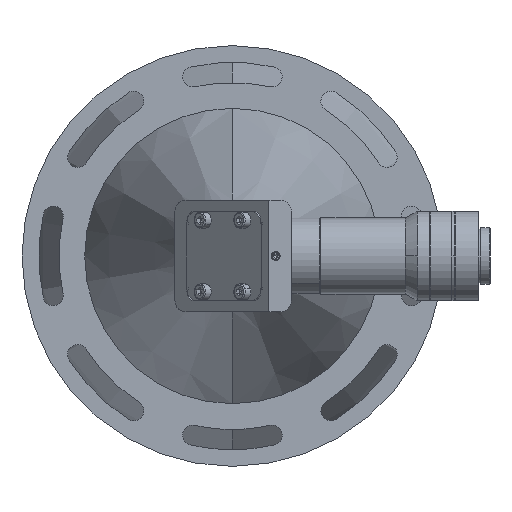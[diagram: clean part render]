
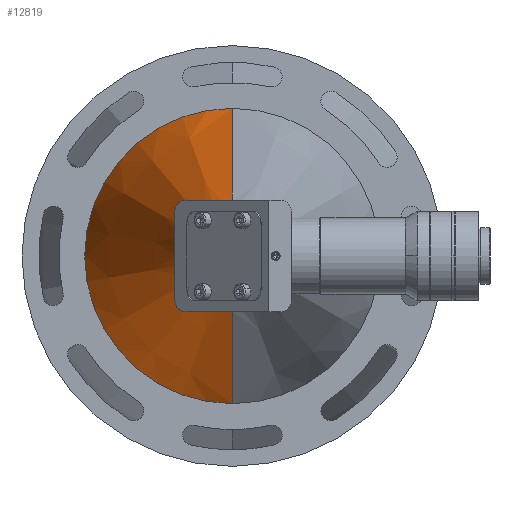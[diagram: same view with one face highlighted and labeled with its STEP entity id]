
A CAD part, front view. The second image highlights one B-rep face of the part: STEP entity #12819.
In plain terms, the highlighted conical face has half-angle 17 degrees and reference radius 66 mm.
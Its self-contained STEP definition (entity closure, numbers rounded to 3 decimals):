
#290 = CARTESIAN_POINT ( 'NONE',  ( -27.358, 46.64, 0. ) ) ;
#443 = VERTEX_POINT ( 'NONE', #27141 ) ;
#1664 = FACE_OUTER_BOUND ( 'NONE', #30565, .T. ) ;
#1707 = EDGE_CURVE ( 'NONE', #7691, #443, #8258, .T. ) ;
#3376 = CARTESIAN_POINT ( 'NONE',  ( -27.358, 180.745, -66. ) ) ;
#4606 = ORIENTED_EDGE ( 'NONE', *, *, #31450, .F. ) ;
#7691 = VERTEX_POINT ( 'NONE', #31193 ) ;
#8090 = ORIENTED_EDGE ( 'NONE', *, *, #34669, .T. ) ;
#8258 = CIRCLE ( 'NONE', #33584, 25. ) ;
#8491 = CARTESIAN_POINT ( 'NONE',  ( -27.358, 180.745, 0. ) ) ;
#10920 = CARTESIAN_POINT ( 'NONE',  ( -27.358, 180.745, 66. ) ) ;
#11151 = VERTEX_POINT ( 'NONE', #17228 ) ;
#11275 = LINE ( 'NONE', #3376, #18996 ) ;
#12819 = ADVANCED_FACE ( 'NONE', ( #1664 ), #30274, .T. ) ;
#12841 = CARTESIAN_POINT ( 'NONE',  ( -27.358, 180.745, 0. ) ) ;
#14004 = ORIENTED_EDGE ( 'NONE', *, *, #17687, .T. ) ;
#14251 = AXIS2_PLACEMENT_3D ( 'NONE', #8491, #36347, #14358 ) ;
#14358 = DIRECTION ( 'NONE',  ( 0., 0., 1. ) ) ;
#17228 = CARTESIAN_POINT ( 'NONE',  ( -27.358, 180.745, -66. ) ) ;
#17687 = EDGE_CURVE ( 'NONE', #27478, #11151, #18417, .T. ) ;
#18417 = CIRCLE ( 'NONE', #14251, 66. ) ;
#18996 = VECTOR ( 'NONE', #23128, 1000. ) ;
#22192 = DIRECTION ( 'NONE',  ( 0., 0.956, 0.292 ) ) ;
#23128 = DIRECTION ( 'NONE',  ( 0., 0.956, -0.292 ) ) ;
#23400 = CARTESIAN_POINT ( 'NONE',  ( -27.358, 180.745, 66. ) ) ;
#24432 = AXIS2_PLACEMENT_3D ( 'NONE', #12841, #27652, #24735 ) ;
#24735 = DIRECTION ( 'NONE',  ( 0., 0., 1. ) ) ;
#27141 = CARTESIAN_POINT ( 'NONE',  ( -27.358, 46.64, 25. ) ) ;
#27224 = ORIENTED_EDGE ( 'NONE', *, *, #1707, .T. ) ;
#27478 = VERTEX_POINT ( 'NONE', #23400 ) ;
#27652 = DIRECTION ( 'NONE',  ( 0., 1., 0. ) ) ;
#27910 = DIRECTION ( 'NONE',  ( 0., 0., 1. ) ) ;
#30274 = CONICAL_SURFACE ( 'NONE', #24432, 66., 0.297 ) ;
#30565 = EDGE_LOOP ( 'NONE', ( #4606, #27224, #8090, #14004 ) ) ;
#31004 = DIRECTION ( 'NONE',  ( 0., 1., 0. ) ) ;
#31193 = CARTESIAN_POINT ( 'NONE',  ( -27.358, 46.64, -25. ) ) ;
#31450 = EDGE_CURVE ( 'NONE', #7691, #11151, #11275, .T. ) ;
#33583 = VECTOR ( 'NONE', #22192, 1000. ) ;
#33584 = AXIS2_PLACEMENT_3D ( 'NONE', #290, #31004, #27910 ) ;
#34669 = EDGE_CURVE ( 'NONE', #443, #27478, #35478, .T. ) ;
#35478 = LINE ( 'NONE', #10920, #33583 ) ;
#36347 = DIRECTION ( 'NONE',  ( 0., -1., 0. ) ) ;
